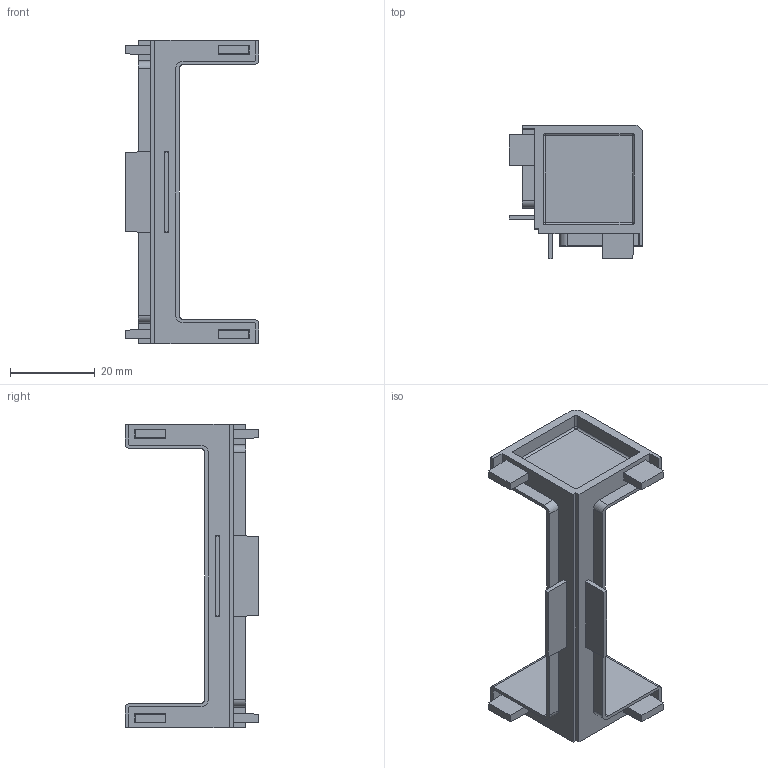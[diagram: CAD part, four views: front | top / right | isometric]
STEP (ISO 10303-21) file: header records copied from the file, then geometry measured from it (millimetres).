
FILE_DESCRIPTION(/* description */ (''),/* implementation_level */ '2;1');
FILE_NAME(/* name */ 'PA-LACZVELLO-COUT.stp',/* time_stamp */ '2022-08-29T14:59:59+02:00',/* author */ ('tomaszw'),/* organization */ (''),/* preprocessor_version */ 'ST-DEVELOPER v19.2',/* originating_system */ 'Autodesk Inventor 2023',/* authorisation */ '');
FILE_SCHEMA (('AUTOMOTIVE_DESIGN { 1 0 10303 214 3 1 1 }'));
Length unit declared in the file: millimetre
Products named in the file (1): GTV-238 - outer_corner_cut_90deg
Bounding box: 31.5 x 31.5 x 71.6 mm (x, y, z)
Volume: 7647.4 mm3; surface area: 7968.4 mm2
Topology: 1 solids, 1 shells, 113 faces, 277 edges, 174 vertices
Faces by surface type: plane 66, cylinder 35, sphere 8, bspline 2, torus 2
Entity records: 3340 total; most frequent: CARTESIAN_POINT 581, DIRECTION 575, ORIENTED_EDGE 554, EDGE_CURVE 277, LINE 203, VECTOR 203, AXIS2_PLACEMENT_3D 186, VERTEX_POINT 174
